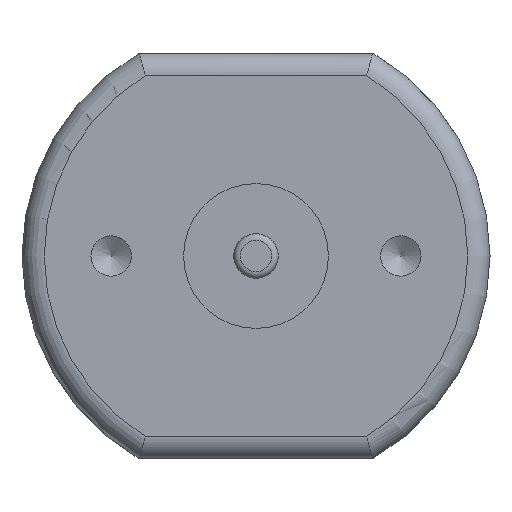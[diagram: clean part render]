
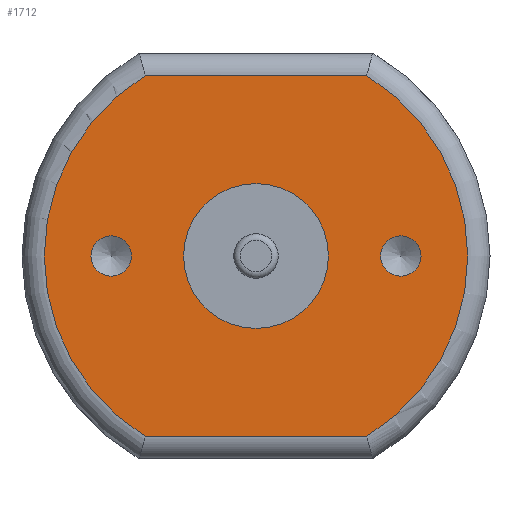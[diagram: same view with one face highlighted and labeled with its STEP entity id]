
A CAD part, front view. The second image highlights one B-rep face of the part: STEP entity #1712.
In plain terms, the highlighted planar face has unit normal (0, -1, 0).
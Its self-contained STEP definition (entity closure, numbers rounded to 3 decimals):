
#574=CARTESIAN_POINT('',(-5.594,0.0,0.0));
#575=VERTEX_POINT('',#574);
#576=CARTESIAN_POINT('',(-6.5,0.0,0.0));
#577=DIRECTION('',(0.0,1.0,0.0));
#578=DIRECTION('',(1.0,0.0,0.0));
#579=AXIS2_PLACEMENT_3D('',#576,#577,#578);
#580=CIRCLE('',#579,0.907);
#581=EDGE_CURVE('',#575,#575,#580,.T.);
#653=CARTESIAN_POINT('',(7.407,0.0,0.0));
#654=VERTEX_POINT('',#653);
#655=CARTESIAN_POINT('',(6.5,0.0,0.0));
#656=DIRECTION('',(0.0,1.0,0.0));
#657=DIRECTION('',(1.0,0.0,0.0));
#658=AXIS2_PLACEMENT_3D('',#655,#656,#657);
#659=CIRCLE('',#658,0.907);
#660=EDGE_CURVE('',#654,#654,#659,.T.);
#1526=CARTESIAN_POINT('',(3.25,0.0,0.));
#1527=VERTEX_POINT('',#1526);
#1528=CARTESIAN_POINT('',(0.0,0.0,0.0));
#1529=DIRECTION('',(0.0,1.0,0.0));
#1530=DIRECTION('',(-1.0,0.0,0.0));
#1531=AXIS2_PLACEMENT_3D('',#1528,#1529,#1530);
#1532=CIRCLE('',#1531,3.25);
#1533=EDGE_CURVE('',#1527,#1527,#1532,.T.);
#1556=CARTESIAN_POINT('',(-4.964,0.0,8.1));
#1557=VERTEX_POINT('',#1556);
#1575=CARTESIAN_POINT('',(4.964,0.0,8.1));
#1576=VERTEX_POINT('',#1575);
#1577=CARTESIAN_POINT('',(-4.964,0.0,8.1));
#1578=DIRECTION('',(1.0,0.0,0.0));
#1579=VECTOR('',#1578,9.928);
#1580=LINE('',#1577,#1579);
#1581=EDGE_CURVE('',#1557,#1576,#1580,.T.);
#1610=CARTESIAN_POINT('',(4.964,0.0,-8.1));
#1611=VERTEX_POINT('',#1610);
#1612=CARTESIAN_POINT('',(0.0,0.0,0.0));
#1613=DIRECTION('',(0.0,1.0,0.0));
#1614=DIRECTION('',(1.0,0.0,0.0));
#1615=AXIS2_PLACEMENT_3D('',#1612,#1613,#1614);
#1616=CIRCLE('',#1615,9.5);
#1617=EDGE_CURVE('',#1576,#1611,#1616,.T.);
#1645=CARTESIAN_POINT('',(-4.964,0.0,-8.1));
#1646=VERTEX_POINT('',#1645);
#1664=CARTESIAN_POINT('',(0.0,0.0,0.0));
#1665=DIRECTION('',(0.0,1.0,0.0));
#1666=DIRECTION('',(-1.0,0.0,0.0));
#1667=AXIS2_PLACEMENT_3D('',#1664,#1665,#1666);
#1668=CIRCLE('',#1667,9.5);
#1669=EDGE_CURVE('',#1646,#1557,#1668,.T.);
#1682=CARTESIAN_POINT('',(4.964,0.0,-8.1));
#1683=DIRECTION('',(-1.0,0.0,0.0));
#1684=VECTOR('',#1683,9.928);
#1685=LINE('',#1682,#1684);
#1686=EDGE_CURVE('',#1611,#1646,#1685,.T.);
#1692=CARTESIAN_POINT('',(0.,0.0,0.));
#1693=DIRECTION('',(0.0,1.0,0.0));
#1694=DIRECTION('',(0.0,0.0,1.0));
#1695=AXIS2_PLACEMENT_3D('',#1692,#1693,#1694);
#1696=PLANE('',#1695);
#1697=ORIENTED_EDGE('',*,*,#1581,.F.);
#1698=ORIENTED_EDGE('',*,*,#1669,.F.);
#1699=ORIENTED_EDGE('',*,*,#1686,.F.);
#1700=ORIENTED_EDGE('',*,*,#1617,.F.);
#1701=EDGE_LOOP('',(#1697,#1698,#1699,#1700));
#1702=FACE_OUTER_BOUND('',#1701,.T.);
#1703=ORIENTED_EDGE('',*,*,#581,.T.);
#1704=EDGE_LOOP('',(#1703));
#1705=FACE_BOUND('',#1704,.T.);
#1706=ORIENTED_EDGE('',*,*,#660,.T.);
#1707=EDGE_LOOP('',(#1706));
#1708=FACE_BOUND('',#1707,.T.);
#1709=ORIENTED_EDGE('',*,*,#1533,.T.);
#1710=EDGE_LOOP('',(#1709));
#1711=FACE_BOUND('',#1710,.T.);
#1712=ADVANCED_FACE('',(#1702,#1705,#1708,#1711),#1696,.F.);
